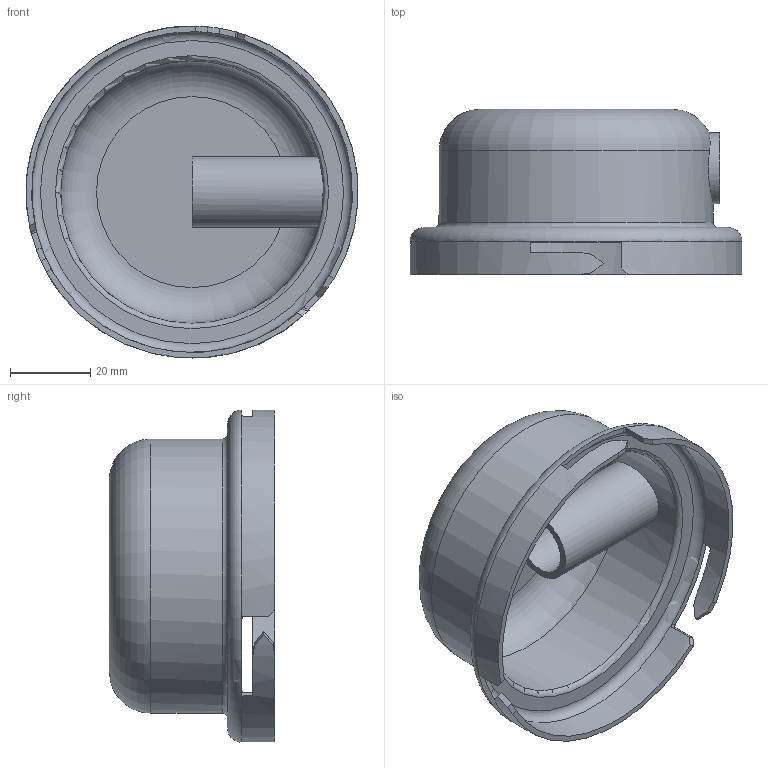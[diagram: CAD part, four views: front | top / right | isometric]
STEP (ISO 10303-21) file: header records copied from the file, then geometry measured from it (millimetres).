
FILE_DESCRIPTION (( 'STEP AP214' ), '1' );
FILE_NAME ('AIR FILTER HOUSING TOP.STEP', '2021-07-13T15:25:25', ( '' ), ( '' ), 'SwSTEP 2.0', 'SolidWorks 2018', '' );
FILE_SCHEMA (( 'AUTOMOTIVE_DESIGN' ));
Length unit declared in the file: inch
Products named in the file (1): AIR FILTER HOUSING TOP
Bounding box: 82.46 x 41.11 x 82.5 mm (x, y, z)
Volume: 20416.9 mm3; surface area: 28718 mm2
Topology: 1 solids, 1 shells, 57 faces, 144 edges, 91 vertices
Faces by surface type: plane 36, cylinder 14, torus 7
Full cylindrical faces by diameter (mm): 14.094 x1, 17.617 x2, 65.31 x1, 68.104 x1
Entity records: 1861 total; most frequent: CARTESIAN_POINT 549, ORIENTED_EDGE 248, DIRECTION 239, EDGE_CURVE 124, AXIS2_PLACEMENT_3D 97, VERTEX_POINT 83, EDGE_LOOP 73, FACE_OUTER_BOUND 69
